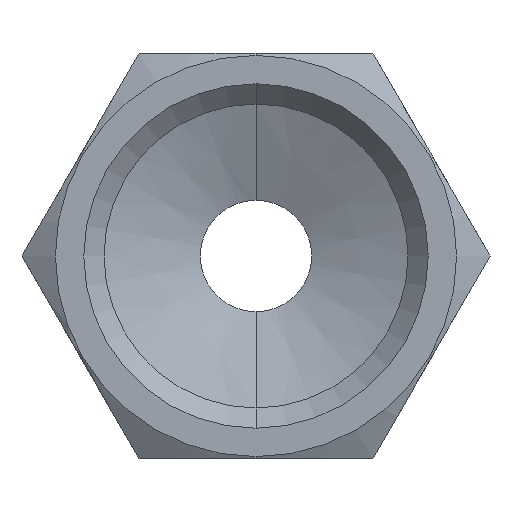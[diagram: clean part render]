
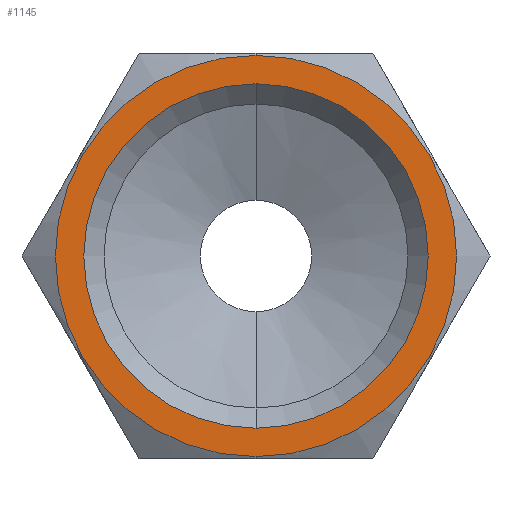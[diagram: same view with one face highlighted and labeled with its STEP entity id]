
A CAD part, front view. The second image highlights one B-rep face of the part: STEP entity #1145.
In plain terms, the highlighted planar face has unit normal (0, -1, 0).
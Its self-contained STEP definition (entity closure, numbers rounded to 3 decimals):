
#34 = DIRECTION ( 'NONE',  ( 0., 0., -1. ) ) ;
#40 = DIRECTION ( 'NONE',  ( 0., -1., 0. ) ) ;
#42 = CARTESIAN_POINT ( 'NONE',  ( 0., 0., 0. ) ) ;
#130 = AXIS2_PLACEMENT_3D ( 'NONE', #455, #454, #453 ) ;
#137 = VERTEX_POINT ( 'NONE', #725 ) ;
#150 = VERTEX_POINT ( 'NONE', #714 ) ;
#157 = VERTEX_POINT ( 'NONE', #706 ) ;
#180 = ORIENTED_EDGE ( 'NONE', *, *, #860, .F. ) ;
#186 = VERTEX_POINT ( 'NONE', #701 ) ;
#203 = ORIENTED_EDGE ( 'NONE', *, *, #859, .T. ) ;
#213 = ORIENTED_EDGE ( 'NONE', *, *, #855, .F. ) ;
#260 = ORIENTED_EDGE ( 'NONE', *, *, #1184, .T. ) ;
#264 = CARTESIAN_POINT ( 'NONE',  ( 0., 0., 0. ) ) ;
#285 = DIRECTION ( 'NONE',  ( 0., -1., 0. ) ) ;
#300 = EDGE_LOOP ( 'NONE', ( #180, #213 ) ) ;
#301 = EDGE_LOOP ( 'NONE', ( #203, #260 ) ) ;
#453 = DIRECTION ( 'NONE',  ( 0., 0., -1. ) ) ;
#454 = DIRECTION ( 'NONE',  ( 0., -1., 0. ) ) ;
#455 = CARTESIAN_POINT ( 'NONE',  ( 0., 0., 0. ) ) ;
#456 = PLANE ( 'NONE',  #130 ) ;
#532 = AXIS2_PLACEMENT_3D ( 'NONE', #943, #933, #929 ) ;
#541 = CIRCLE ( 'NONE', #532, 9.9 ) ;
#543 = AXIS2_PLACEMENT_3D ( 'NONE', #264, #285, #1140 ) ;
#547 = CIRCLE ( 'NONE', #543, 8.5 ) ;
#701 = CARTESIAN_POINT ( 'NONE',  ( 0., 0., 8.5 ) ) ;
#706 = CARTESIAN_POINT ( 'NONE',  ( 0., 0., -8.5 ) ) ;
#714 = CARTESIAN_POINT ( 'NONE',  ( 0., 0., 9.9 ) ) ;
#725 = CARTESIAN_POINT ( 'NONE',  ( 0., 0., -9.9 ) ) ;
#818 = CIRCLE ( 'NONE', #822, 9.9 ) ;
#822 = AXIS2_PLACEMENT_3D ( 'NONE', #42, #40, #34 ) ;
#855 = EDGE_CURVE ( 'NONE', #186, #157, #547, .T. ) ;
#859 = EDGE_CURVE ( 'NONE', #150, #137, #541, .T. ) ;
#860 = EDGE_CURVE ( 'NONE', #157, #186, #1123, .T. ) ;
#915 = DIRECTION ( 'NONE',  ( 0., 0., -1. ) ) ;
#919 = DIRECTION ( 'NONE',  ( 0., -1., 0. ) ) ;
#923 = CARTESIAN_POINT ( 'NONE',  ( 0., 0., 0. ) ) ;
#929 = DIRECTION ( 'NONE',  ( 0., 0., -1. ) ) ;
#933 = DIRECTION ( 'NONE',  ( 0., -1., 0. ) ) ;
#943 = CARTESIAN_POINT ( 'NONE',  ( 0., 0., 0. ) ) ;
#1040 = FACE_OUTER_BOUND ( 'NONE', #301, .T. ) ;
#1041 = FACE_BOUND ( 'NONE', #300, .T. ) ;
#1122 = AXIS2_PLACEMENT_3D ( 'NONE', #923, #919, #915 ) ;
#1123 = CIRCLE ( 'NONE', #1122, 8.5 ) ;
#1140 = DIRECTION ( 'NONE',  ( 0., 0., -1. ) ) ;
#1145 = ADVANCED_FACE ( 'NONE', ( #1041, #1040 ), #456, .T. ) ;
#1184 = EDGE_CURVE ( 'NONE', #137, #150, #818, .T. ) ;
